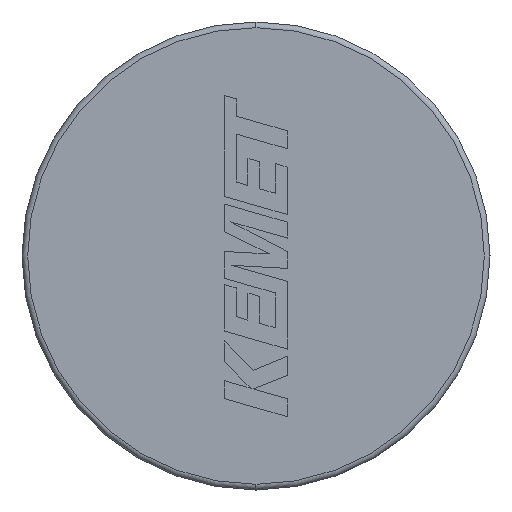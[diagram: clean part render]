
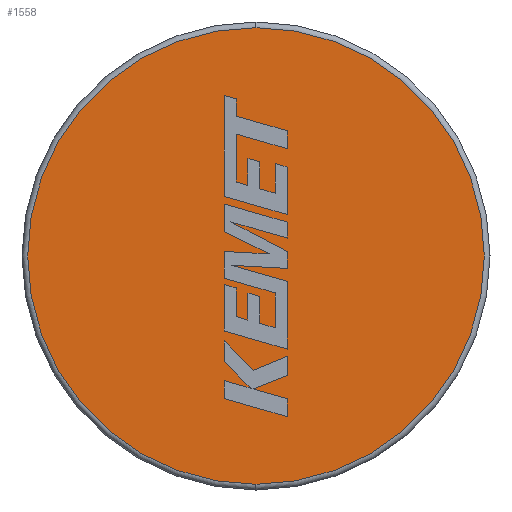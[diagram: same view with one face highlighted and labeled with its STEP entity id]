
A CAD part, left-side view. The second image highlights one B-rep face of the part: STEP entity #1558.
In plain terms, the highlighted planar face has unit normal (-1, 0, 0).
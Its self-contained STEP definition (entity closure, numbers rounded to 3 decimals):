
#10 = PLANE ( 'NONE',  #76 ) ;
#11 = CARTESIAN_POINT ( 'NONE',  ( 0., 0., 0. ) ) ;
#76 = AXIS2_PLACEMENT_3D ( 'NONE', #856, #1357, #2392 ) ;
#486 = ORIENTED_EDGE ( 'NONE', *, *, #655, .T. ) ;
#637 = FACE_OUTER_BOUND ( 'NONE', #1348, .T. ) ;
#655 = EDGE_CURVE ( 'NONE', #667, #1875, #2104, .T. ) ;
#667 = VERTEX_POINT ( 'NONE', #1056 ) ;
#788 = CARTESIAN_POINT ( 'NONE',  ( 0., 0., 0. ) ) ;
#856 = CARTESIAN_POINT ( 'NONE',  ( 0., 0., 0. ) ) ;
#1012 = CARTESIAN_POINT ( 'NONE',  ( 0., 0., 8.05 ) ) ;
#1040 = DIRECTION ( 'NONE',  ( -1., 0., 0. ) ) ;
#1056 = CARTESIAN_POINT ( 'NONE',  ( 0., 0., -8.05 ) ) ;
#1293 = EDGE_CURVE ( 'NONE', #1875, #667, #2096, .T. ) ;
#1348 = EDGE_LOOP ( 'NONE', ( #486, #2134 ) ) ;
#1357 = DIRECTION ( 'NONE',  ( 1., 0., 0. ) ) ;
#1558 = ADVANCED_FACE ( 'NONE', ( #637 ), #10, .F. ) ;
#1611 = DIRECTION ( 'NONE',  ( -1., 0., 0. ) ) ;
#1875 = VERTEX_POINT ( 'NONE', #1012 ) ;
#2096 = CIRCLE ( 'NONE', #2731, 8.05 ) ;
#2104 = CIRCLE ( 'NONE', #2487, 8.05 ) ;
#2134 = ORIENTED_EDGE ( 'NONE', *, *, #1293, .T. ) ;
#2392 = DIRECTION ( 'NONE',  ( 0., 0., -1. ) ) ;
#2487 = AXIS2_PLACEMENT_3D ( 'NONE', #788, #1040, #2904 ) ;
#2731 = AXIS2_PLACEMENT_3D ( 'NONE', #11, #1611, #2914 ) ;
#2904 = DIRECTION ( 'NONE',  ( 0., 0., -1. ) ) ;
#2914 = DIRECTION ( 'NONE',  ( 0., 0., -1. ) ) ;
